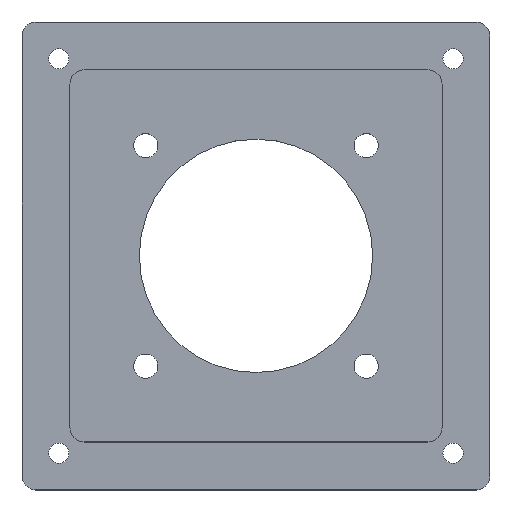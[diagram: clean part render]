
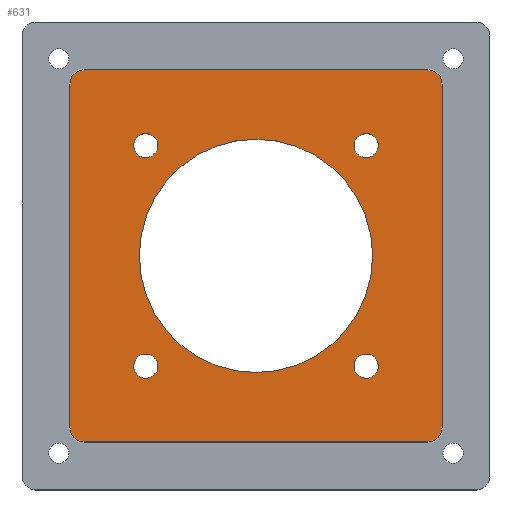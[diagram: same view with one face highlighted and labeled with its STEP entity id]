
A CAD part, top view. The second image highlights one B-rep face of the part: STEP entity #631.
In plain terms, the highlighted planar face has unit normal (0, 0, 1).
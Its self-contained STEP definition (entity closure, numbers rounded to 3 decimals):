
#20=FACE_BOUND('',#108,.T.);
#21=FACE_BOUND('',#109,.T.);
#22=FACE_BOUND('',#110,.T.);
#23=FACE_BOUND('',#111,.T.);
#24=FACE_BOUND('',#112,.T.);
#44=PLANE('',#684);
#69=FACE_OUTER_BOUND('',#107,.T.);
#107=EDGE_LOOP('',(#499,#500,#501,#502,#503,#504,#505,#506));
#108=EDGE_LOOP('',(#507));
#109=EDGE_LOOP('',(#508));
#110=EDGE_LOOP('',(#509));
#111=EDGE_LOOP('',(#510));
#112=EDGE_LOOP('',(#511));
#142=LINE('',#925,#195);
#145=LINE('',#936,#198);
#150=LINE('',#949,#203);
#152=LINE('',#957,#205);
#195=VECTOR('',#736,10.);
#198=VECTOR('',#747,10.);
#203=VECTOR('',#760,10.);
#205=VECTOR('',#770,10.);
#243=CIRCLE('',#649,16.401);
#245=CIRCLE('',#652,2.);
#247=CIRCLE('',#656,2.);
#249=CIRCLE('',#660,2.);
#251=CIRCLE('',#664,2.);
#253=CIRCLE('',#668,1.7);
#255=CIRCLE('',#671,1.7);
#257=CIRCLE('',#674,1.7);
#259=CIRCLE('',#677,1.7);
#277=VERTEX_POINT('',#906);
#279=VERTEX_POINT('',#912);
#280=VERTEX_POINT('',#913);
#284=VERTEX_POINT('',#923);
#285=VERTEX_POINT('',#927);
#286=VERTEX_POINT('',#928);
#289=VERTEX_POINT('',#939);
#292=VERTEX_POINT('',#947);
#293=VERTEX_POINT('',#951);
#295=VERTEX_POINT('',#960);
#297=VERTEX_POINT('',#966);
#299=VERTEX_POINT('',#972);
#301=VERTEX_POINT('',#978);
#335=EDGE_CURVE('',#277,#277,#243,.T.);
#338=EDGE_CURVE('',#279,#280,#245,.T.);
#344=EDGE_CURVE('',#279,#284,#142,.T.);
#345=EDGE_CURVE('',#285,#286,#247,.T.);
#349=EDGE_CURVE('',#285,#280,#145,.T.);
#351=EDGE_CURVE('',#289,#284,#249,.T.);
#356=EDGE_CURVE('',#289,#292,#150,.T.);
#357=EDGE_CURVE('',#293,#292,#251,.T.);
#360=EDGE_CURVE('',#293,#286,#152,.T.);
#362=EDGE_CURVE('',#295,#295,#253,.T.);
#365=EDGE_CURVE('',#297,#297,#255,.T.);
#368=EDGE_CURVE('',#299,#299,#257,.T.);
#371=EDGE_CURVE('',#301,#301,#259,.T.);
#499=ORIENTED_EDGE('',*,*,#338,.F.);
#500=ORIENTED_EDGE('',*,*,#344,.T.);
#501=ORIENTED_EDGE('',*,*,#351,.F.);
#502=ORIENTED_EDGE('',*,*,#356,.T.);
#503=ORIENTED_EDGE('',*,*,#357,.F.);
#504=ORIENTED_EDGE('',*,*,#360,.T.);
#505=ORIENTED_EDGE('',*,*,#345,.F.);
#506=ORIENTED_EDGE('',*,*,#349,.T.);
#507=ORIENTED_EDGE('',*,*,#335,.T.);
#508=ORIENTED_EDGE('',*,*,#362,.T.);
#509=ORIENTED_EDGE('',*,*,#365,.T.);
#510=ORIENTED_EDGE('',*,*,#368,.T.);
#511=ORIENTED_EDGE('',*,*,#371,.T.);
#631=ADVANCED_FACE('',(#69,#20,#21,#22,#23,#24),#44,.F.);
#649=AXIS2_PLACEMENT_3D('',#907,#719,#720);
#652=AXIS2_PLACEMENT_3D('',#914,#726,#727);
#656=AXIS2_PLACEMENT_3D('',#929,#739,#740);
#660=AXIS2_PLACEMENT_3D('',#940,#751,#752);
#664=AXIS2_PLACEMENT_3D('',#952,#763,#764);
#668=AXIS2_PLACEMENT_3D('',#961,#774,#775);
#671=AXIS2_PLACEMENT_3D('',#967,#781,#782);
#674=AXIS2_PLACEMENT_3D('',#973,#788,#789);
#677=AXIS2_PLACEMENT_3D('',#979,#795,#796);
#684=AXIS2_PLACEMENT_3D('',#1008,#822,#823);
#719=DIRECTION('center_axis',(0.,0.,
-1.));
#720=DIRECTION('ref_axis',(-1.,0.,0.));
#726=DIRECTION('center_axis',(0.,0.,
-1.));
#727=DIRECTION('ref_axis',(0.707,0.707,0.));
#736=DIRECTION('',(-1.,0.,0.));
#739=DIRECTION('center_axis',(0.,0.,
-1.));
#740=DIRECTION('ref_axis',(0.707,-0.707,0.));
#747=DIRECTION('',(0.,1.,0.));
#751=DIRECTION('center_axis',(0.,0.,
-1.));
#752=DIRECTION('ref_axis',(-0.707,0.707,0.));
#760=DIRECTION('',(0.,-1.,0.));
#763=DIRECTION('center_axis',(0.,0.,
-1.));
#764=DIRECTION('ref_axis',(-0.707,-0.707,0.));
#770=DIRECTION('',(1.,0.,0.));
#774=DIRECTION('center_axis',(0.,0.,
-1.));
#775=DIRECTION('ref_axis',(-1.,0.,0.));
#781=DIRECTION('center_axis',(0.,0.,
-1.));
#782=DIRECTION('ref_axis',(-1.,0.,0.));
#788=DIRECTION('center_axis',(0.,0.,
-1.));
#789=DIRECTION('ref_axis',(-1.,0.,0.));
#795=DIRECTION('center_axis',(0.,0.,
-1.));
#796=DIRECTION('ref_axis',(-1.,0.,0.));
#822=DIRECTION('center_axis',(0.,0.,
-1.));
#823=DIRECTION('ref_axis',(-1.,0.,0.));
#906=CARTESIAN_POINT('',(16.401,0.,22.));
#907=CARTESIAN_POINT('Origin',(0.,0.,
22.));
#912=CARTESIAN_POINT('',(24.155,26.162,22.));
#913=CARTESIAN_POINT('',(26.155,24.162,22.));
#914=CARTESIAN_POINT('Origin',(24.155,24.162,22.));
#923=CARTESIAN_POINT('',(-24.155,26.162,22.));
#925=CARTESIAN_POINT('',(26.155,26.162,22.));
#927=CARTESIAN_POINT('',(26.155,-24.162,22.));
#928=CARTESIAN_POINT('',(24.155,-26.162,22.));
#929=CARTESIAN_POINT('Origin',(24.155,-24.162,22.));
#936=CARTESIAN_POINT('',(26.155,-26.162,22.));
#939=CARTESIAN_POINT('',(-26.155,24.162,22.));
#940=CARTESIAN_POINT('Origin',(-24.155,24.162,22.));
#947=CARTESIAN_POINT('',(-26.155,-24.162,22.));
#949=CARTESIAN_POINT('',(-26.155,26.162,22.));
#951=CARTESIAN_POINT('',(-24.155,-26.162,22.));
#952=CARTESIAN_POINT('Origin',(-24.155,-24.162,22.));
#957=CARTESIAN_POINT('',(-26.155,-26.162,22.));
#960=CARTESIAN_POINT('',(-13.8,-15.5,22.));
#961=CARTESIAN_POINT('Origin',(-15.5,-15.5,22.));
#966=CARTESIAN_POINT('',(-13.8,15.5,22.));
#967=CARTESIAN_POINT('Origin',(-15.5,15.5,22.));
#972=CARTESIAN_POINT('',(17.2,-15.5,22.));
#973=CARTESIAN_POINT('Origin',(15.5,-15.5,22.));
#978=CARTESIAN_POINT('',(17.2,15.5,22.));
#979=CARTESIAN_POINT('Origin',(15.5,15.5,22.));
#1008=CARTESIAN_POINT('Origin',(0.,0.,
22.));
